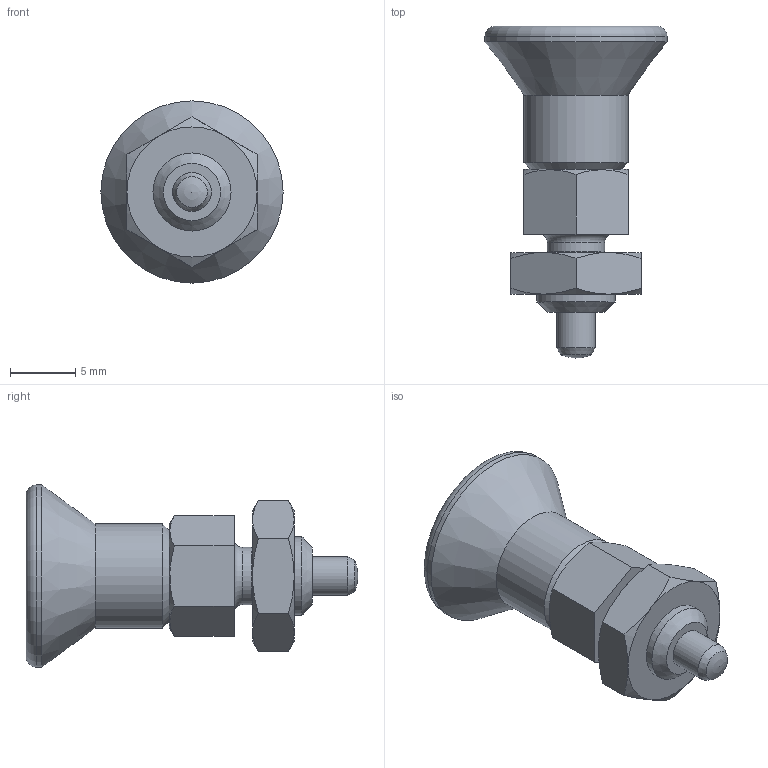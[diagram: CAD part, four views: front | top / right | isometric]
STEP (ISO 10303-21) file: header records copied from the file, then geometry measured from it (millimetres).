
FILE_DESCRIPTION( ( 'STEP AP214' ), '1' );
FILE_NAME( 'K0748.029030601.stp', '2020-12-09T16:12:16', ( '' ), ( '' ), ' ', 'PARTsolutions', ' ' );
FILE_SCHEMA( ( 'AUTOMOTIVE_DESIGN { 1 0 10303 214 1 1 1 1 }' ) );
Length unit declared in the file: millimetre
Products named in the file (1): _K0748.029030601
Bounding box: 14 x 25.5 x 14 mm (x, y, z)
Volume: 1388.1 mm3; surface area: 1068.2 mm2
Topology: 1 solids, 1 shells, 47 faces, 102 edges, 61 vertices
Faces by surface type: plane 18, cone 18, cylinder 6, torus 3, sphere 2
Full cylindrical faces by diameter (mm): 3 x1, 4.4 x1, 6 x2, 8 x1, 14 x1
Entity records: 1636 total; most frequent: CARTESIAN_POINT 352, DIRECTION 178, ORIENTED_EDGE 160, AXIS2_PLACEMENT_3D 80, EDGE_CURVE 80, EDGE_LOOP 68, VERTEX_POINT 58, FACE_OUTER_BOUND 56
